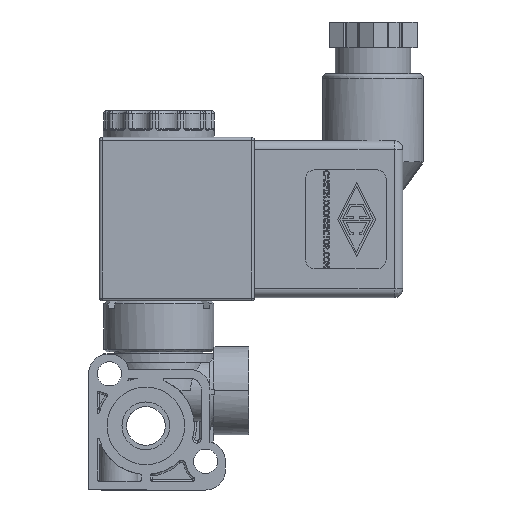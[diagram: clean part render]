
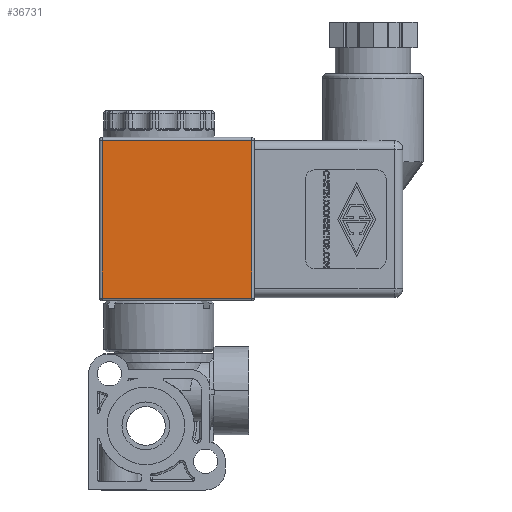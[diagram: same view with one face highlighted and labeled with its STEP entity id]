
A CAD part, front view. The second image highlights one B-rep face of the part: STEP entity #36731.
In plain terms, the highlighted planar face has unit normal (0, -1, 0).
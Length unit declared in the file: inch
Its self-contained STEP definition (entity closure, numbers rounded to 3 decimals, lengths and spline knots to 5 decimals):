
#831 = EDGE_CURVE ( 'NONE', #51285, #26383, #73612, .T. ) ;
#1402 = ORIENTED_EDGE ( 'NONE', *, *, #70549, .F. ) ;
#4352 = CARTESIAN_POINT ( 'NONE',  ( -0.33, -0.433, 0.886 ) ) ;
#8739 = DIRECTION ( 'NONE',  ( 1., 0., 0. ) ) ;
#10296 = DIRECTION ( 'NONE',  ( 0., 0., -1. ) ) ;
#11060 = EDGE_CURVE ( 'NONE', #26383, #70696, #63010, .T. ) ;
#13053 = FACE_OUTER_BOUND ( 'NONE', #44202, .T. ) ;
#14655 = CARTESIAN_POINT ( 'NONE',  ( -0.33, -0.433, 2.026 ) ) ;
#15585 = CARTESIAN_POINT ( 'NONE',  ( 0.75, -0.433, 1.176 ) ) ;
#20071 = CARTESIAN_POINT ( 'NONE',  ( 0.75, -0.433, 0.906 ) ) ;
#21496 = DIRECTION ( 'NONE',  ( 0., 0., -1. ) ) ;
#24805 = VECTOR ( 'NONE', #45401, 39.37008 ) ;
#24836 = VERTEX_POINT ( 'NONE', #42331 ) ;
#26383 = VERTEX_POINT ( 'NONE', #60077 ) ;
#31779 = VECTOR ( 'NONE', #59003, 39.37008 ) ;
#33600 = VECTOR ( 'NONE', #21496, 39.37008 ) ;
#35453 = LINE ( 'NONE', #15585, #33600 ) ;
#36731 = ADVANCED_FACE ( 'NONE', ( #13053 ), #51175, .T. ) ;
#40897 = VECTOR ( 'NONE', #8739, 39.37008 ) ;
#42331 = CARTESIAN_POINT ( 'NONE',  ( 0.75, -0.433, 2.026 ) ) ;
#44202 = EDGE_LOOP ( 'NONE', ( #1402, #54101, #67301, #73971 ) ) ;
#45401 = DIRECTION ( 'NONE',  ( -1., 0., 0. ) ) ;
#45518 = DIRECTION ( 'NONE',  ( 0., -1., 0. ) ) ;
#51175 = PLANE ( 'NONE',  #56966 ) ;
#51285 = VERTEX_POINT ( 'NONE', #20071 ) ;
#51316 = CARTESIAN_POINT ( 'NONE',  ( -0.33, -0.433, 0.906 ) ) ;
#54101 = ORIENTED_EDGE ( 'NONE', *, *, #11060, .F. ) ;
#56541 = LINE ( 'NONE', #14655, #40897 ) ;
#56966 = AXIS2_PLACEMENT_3D ( 'NONE', #4352, #45518, #10296 ) ;
#59003 = DIRECTION ( 'NONE',  ( 0., 0., 1. ) ) ;
#60077 = CARTESIAN_POINT ( 'NONE',  ( -0.31, -0.433, 0.906 ) ) ;
#63010 = LINE ( 'NONE', #70872, #31779 ) ;
#63577 = EDGE_CURVE ( 'NONE', #24836, #51285, #35453, .T. ) ;
#67301 = ORIENTED_EDGE ( 'NONE', *, *, #831, .F. ) ;
#70549 = EDGE_CURVE ( 'NONE', #70696, #24836, #56541, .T. ) ;
#70696 = VERTEX_POINT ( 'NONE', #74587 ) ;
#70872 = CARTESIAN_POINT ( 'NONE',  ( -0.31, -0.433, 1.176 ) ) ;
#73612 = LINE ( 'NONE', #51316, #24805 ) ;
#73971 = ORIENTED_EDGE ( 'NONE', *, *, #63577, .F. ) ;
#74587 = CARTESIAN_POINT ( 'NONE',  ( -0.31, -0.433, 2.026 ) ) ;
